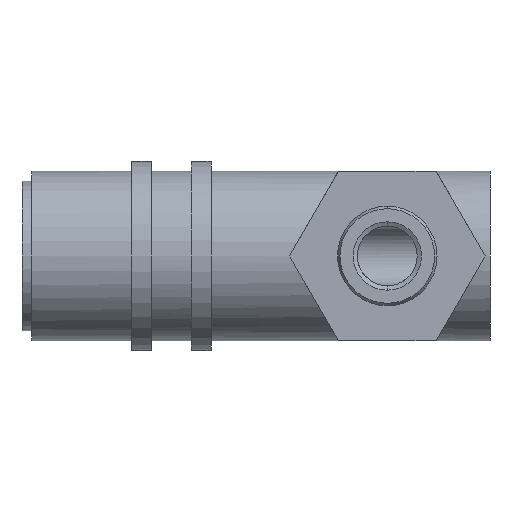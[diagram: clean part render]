
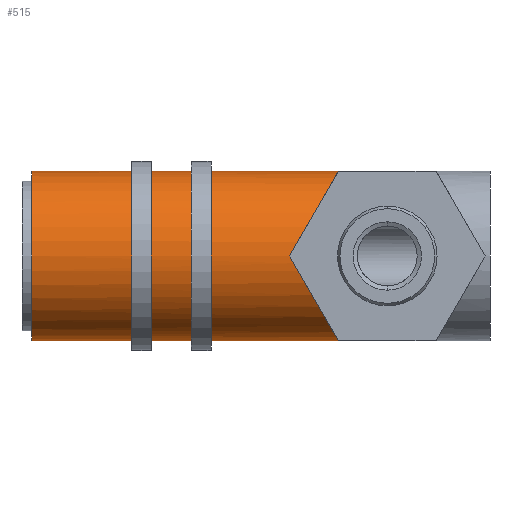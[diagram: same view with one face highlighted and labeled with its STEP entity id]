
A CAD part, front view. The second image highlights one B-rep face of the part: STEP entity #515.
In plain terms, the highlighted cylindrical face has radius 8.5 mm (diameter 17 mm), a partial arc.
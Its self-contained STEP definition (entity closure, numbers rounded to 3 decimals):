
#40 = AXIS2_PLACEMENT_3D ( 'NONE', #5805, #5101, #6632 ) ;
#68 = CARTESIAN_POINT ( 'NONE',  ( 26.87, -8.5, 0. ) ) ;
#504 = EDGE_CURVE ( 'NONE', #2283, #586, #3818, .T. ) ;
#515 = ADVANCED_FACE ( 'NONE', ( #7214 ), #543, .T. ) ;
#543 = CYLINDRICAL_SURFACE ( 'NONE', #734, 8.5 ) ;
#582 = DIRECTION ( 'NONE',  ( 0., 0., 1. ) ) ;
#586 = VERTEX_POINT ( 'NONE', #3792 ) ;
#734 = AXIS2_PLACEMENT_3D ( 'NONE', #4537, #6552, #582 ) ;
#987 = EDGE_CURVE ( 'NONE', #8067, #6321, #1216, .T. ) ;
#1216 =( BOUNDED_CURVE ( )  B_SPLINE_CURVE ( 3, ( #2102, #4029, #6140, #4731 ),
 .UNSPECIFIED., .F., .T. ) 
 B_SPLINE_CURVE_WITH_KNOTS ( ( 4, 4 ),
 ( 3.142, 4.712 ),
 .UNSPECIFIED. ) 
 CURVE ( )  GEOMETRIC_REPRESENTATION_ITEM ( )  RATIONAL_B_SPLINE_CURVE ( ( 1., 0.805, 0.805, 1. ) ) 
 REPRESENTATION_ITEM ( '' )  );
#1249 = EDGE_CURVE ( 'NONE', #6321, #5349, #1723, .T. ) ;
#1370 = ORIENTED_EDGE ( 'NONE', *, *, #3295, .T. ) ;
#1468 = CARTESIAN_POINT ( 'NONE',  ( 29.745, -8.5, 4.979 ) ) ;
#1723 =( BOUNDED_CURVE ( )  B_SPLINE_CURVE ( 3, ( #68, #1468, #8091, #3349 ),
 .UNSPECIFIED., .F., .T. ) 
 B_SPLINE_CURVE_WITH_KNOTS ( ( 4, 4 ),
 ( 1.571, 3.142 ),
 .UNSPECIFIED. ) 
 CURVE ( )  GEOMETRIC_REPRESENTATION_ITEM ( )  RATIONAL_B_SPLINE_CURVE ( ( 1., 0.805, 0.805, 1. ) ) 
 REPRESENTATION_ITEM ( '' )  );
#2077 = LINE ( 'NONE', #6062, #6063 ) ;
#2102 = CARTESIAN_POINT ( 'NONE',  ( 31.778, 0., -8.5 ) ) ;
#2155 = ORIENTED_EDGE ( 'NONE', *, *, #1249, .T. ) ;
#2283 = VERTEX_POINT ( 'NONE', #5147 ) ;
#2557 = ORIENTED_EDGE ( 'NONE', *, *, #504, .F. ) ;
#2709 = VECTOR ( 'NONE', #7748, 1000. ) ;
#2843 = ORIENTED_EDGE ( 'NONE', *, *, #4088, .F. ) ;
#2866 = EDGE_LOOP ( 'NONE', ( #2843, #8470, #2155, #1370, #2557 ) ) ;
#3054 = LINE ( 'NONE', #6303, #2709 ) ;
#3295 = EDGE_CURVE ( 'NONE', #5349, #586, #2077, .T. ) ;
#3349 = CARTESIAN_POINT ( 'NONE',  ( 31.778, 0., 8.5 ) ) ;
#3792 = CARTESIAN_POINT ( 'NONE',  ( 1., 0., 8.5 ) ) ;
#3818 = CIRCLE ( 'NONE', #40, 8.5 ) ;
#4029 = CARTESIAN_POINT ( 'NONE',  ( 31.778, -4.979, -8.5 ) ) ;
#4088 = EDGE_CURVE ( 'NONE', #8067, #2283, #3054, .T. ) ;
#4303 = CARTESIAN_POINT ( 'NONE',  ( 26.87, -8.5, 0. ) ) ;
#4537 = CARTESIAN_POINT ( 'NONE',  ( 0., 0., 0. ) ) ;
#4731 = CARTESIAN_POINT ( 'NONE',  ( 26.87, -8.5, 0. ) ) ;
#5101 = DIRECTION ( 'NONE',  ( -1., 0., 0. ) ) ;
#5147 = CARTESIAN_POINT ( 'NONE',  ( 1., 0., -8.5 ) ) ;
#5349 = VERTEX_POINT ( 'NONE', #5702 ) ;
#5702 = CARTESIAN_POINT ( 'NONE',  ( 31.778, 0., 8.5 ) ) ;
#5718 = CARTESIAN_POINT ( 'NONE',  ( 31.778, 0., -8.5 ) ) ;
#5805 = CARTESIAN_POINT ( 'NONE',  ( 1., 0., 0. ) ) ;
#6062 = CARTESIAN_POINT ( 'NONE',  ( 0., 0., 8.5 ) ) ;
#6063 = VECTOR ( 'NONE', #6156, 1000. ) ;
#6140 = CARTESIAN_POINT ( 'NONE',  ( 29.745, -8.5, -4.979 ) ) ;
#6156 = DIRECTION ( 'NONE',  ( -1., 0., 0. ) ) ;
#6303 = CARTESIAN_POINT ( 'NONE',  ( 0., 0., -8.5 ) ) ;
#6321 = VERTEX_POINT ( 'NONE', #4303 ) ;
#6552 = DIRECTION ( 'NONE',  ( -1., 0., 0. ) ) ;
#6632 = DIRECTION ( 'NONE',  ( 0., 0., 1. ) ) ;
#7214 = FACE_OUTER_BOUND ( 'NONE', #2866, .T. ) ;
#7748 = DIRECTION ( 'NONE',  ( -1., 0., 0. ) ) ;
#8067 = VERTEX_POINT ( 'NONE', #5718 ) ;
#8091 = CARTESIAN_POINT ( 'NONE',  ( 31.778, -4.979, 8.5 ) ) ;
#8470 = ORIENTED_EDGE ( 'NONE', *, *, #987, .T. ) ;
